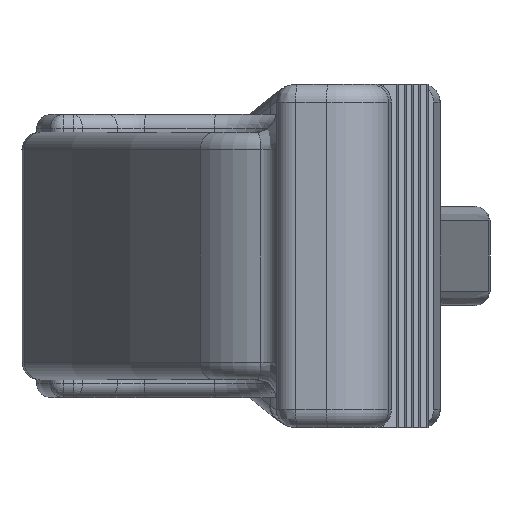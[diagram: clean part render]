
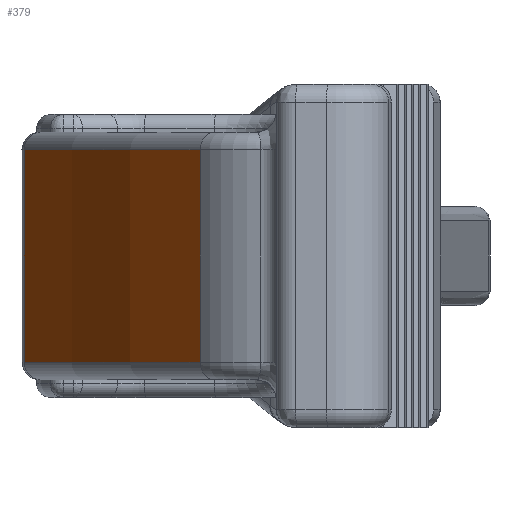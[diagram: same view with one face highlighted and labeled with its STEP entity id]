
A CAD part, front view. The second image highlights one B-rep face of the part: STEP entity #379.
In plain terms, the highlighted cylindrical face has radius 20 mm (diameter 40 mm), a partial arc.
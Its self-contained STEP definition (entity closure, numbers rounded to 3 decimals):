
#275=CYLINDRICAL_SURFACE('',#3599,20.);
#379=ADVANCED_FACE('',(#646),#275,.T.);
#646=FACE_OUTER_BOUND('',#862,.T.);
#862=EDGE_LOOP('',(#1716,#1717,#1718,#1719));
#1129=LINE('',#5692,#1351);
#1130=LINE('',#5694,#1352);
#1351=VECTOR('',#4162,1.);
#1352=VECTOR('',#4165,1.);
#1716=ORIENTED_EDGE('',*,*,#2970,.T.);
#1717=ORIENTED_EDGE('',*,*,#2963,.F.);
#1718=ORIENTED_EDGE('',*,*,#2969,.F.);
#1719=ORIENTED_EDGE('',*,*,#2971,.F.);
#2633=VERTEX_POINT('',#5666);
#2638=VERTEX_POINT('',#5681);
#2641=VERTEX_POINT('',#5691);
#2642=VERTEX_POINT('',#5695);
#2963=EDGE_CURVE('',#2638,#2633,#3359,.T.);
#2969=EDGE_CURVE('',#2641,#2638,#1129,.T.);
#2970=EDGE_CURVE('',#2642,#2633,#1130,.T.);
#2971=EDGE_CURVE('',#2642,#2641,#3364,.T.);
#3359=CIRCLE('',#3590,20.);
#3364=CIRCLE('',#3598,20.);
#3590=AXIS2_PLACEMENT_3D('',#5680,#4147,#4148);
#3598=AXIS2_PLACEMENT_3D('',#5696,#4166,#4167);
#3599=AXIS2_PLACEMENT_3D('',#5697,#4168,#4169);
#4147=DIRECTION('',(0.,0.,1.));
#4148=DIRECTION('',(-0.95,-0.311,0.));
#4162=DIRECTION('',(0.,0.,1.));
#4165=DIRECTION('',(0.,0.,1.));
#4166=DIRECTION('',(0.,0.,-1.));
#4167=DIRECTION('',(-0.826,-0.563,0.));
#4168=DIRECTION('',(0.,0.,1.));
#4169=DIRECTION('',(-1.,0.,0.));
#5666=CARTESIAN_POINT('',(0.017,-19.403,1.5));
#5680=CARTESIAN_POINT('',(16.542,-8.136,1.5));
#5681=CARTESIAN_POINT('',(-2.468,-14.352,1.5));
#5691=CARTESIAN_POINT('',(-2.468,-14.352,-1.5));
#5692=CARTESIAN_POINT('',(-2.468,-14.352,-1.5));
#5694=CARTESIAN_POINT('',(0.017,-19.403,-1.5));
#5695=CARTESIAN_POINT('',(0.017,-19.403,-1.5));
#5696=CARTESIAN_POINT('',(16.542,-8.136,-1.5));
#5697=CARTESIAN_POINT('',(16.542,-8.136,-1.75));
